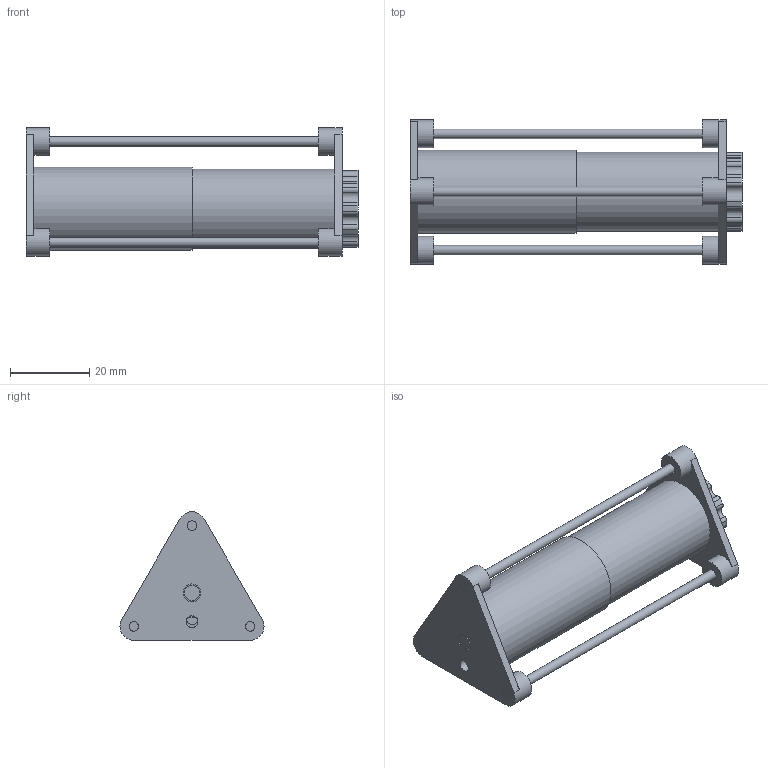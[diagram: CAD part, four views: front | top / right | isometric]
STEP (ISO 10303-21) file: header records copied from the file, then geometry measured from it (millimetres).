
FILE_DESCRIPTION(/* description */ (''),/* implementation_level */ '2;1');
FILE_NAME(/* name */ 'Assembly v8.step',/* time_stamp */ '2021-02-11T00:08:33+06:00',/* author */ (''),/* organization */ (''),/* preprocessor_version */ 'ST-DEVELOPER v18.1',/* originating_system */ 'Autodesk Translation Framework v9.7.1.1290',/* authorisation */ '');
FILE_SCHEMA (('AUTOMOTIVE_DESIGN { 1 0 10303 214 3 1 1 }'));
Length unit declared in the file: millimetre
Products named in the file (15): Assembly; Connectors; Connectings Rods; Knob; HK 0808 v2 v1; _HK 0808_PART1; _HK 0808_PART3; Front Nut; Left Panel; Nut; Right Panel; Aluminium Sheets; Outer; Inner; Inner Foil Cover
Assembly tree (24 placements, depth 4):
  Assembly
    Connectors
      Connectings Rods
      Knob
      HK 0808 v2 v1
        _HK 0808_PART1
        _HK 0808_PART3  x11
      Front Nut
    Left Panel
      Nut
    Right Panel
    Aluminium Sheets
      Outer
      Inner
      Inner Foil Cover
Bounding box: 84 x 36.44 x 32.5 mm (x, y, z)
Volume: 14071.3 mm3; surface area: 25010.3 mm2
Topology: 27 solids, 27 shells, 234 faces, 485 edges, 313 vertices
Faces by surface type: plane 113, cylinder 96, torus 24, cone 1
Full cylindrical faces by diameter (mm): 1.5 x11, 2.4 x6, 2.8 x3, 3 x2, 3.908 x1, 4.5 x5, 5 x1, 7 x6, 7.5 x1, 8.75 x2, 10.733 x1, 11 x3, 12 x1, 12.5 x1, 16.6 x1, 17.6 x1, 19 x3, 20 x3, 21 x1
Entity records: 5819 total; most frequent: DIRECTION 1055, CARTESIAN_POINT 910, ORIENTED_EDGE 828, AXIS2_PLACEMENT_3D 418, EDGE_CURVE 414, VERTEX_POINT 273, EDGE_LOOP 231, LINE 219
